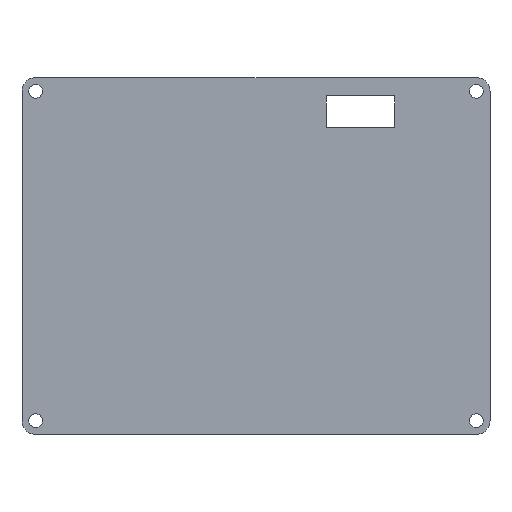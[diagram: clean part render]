
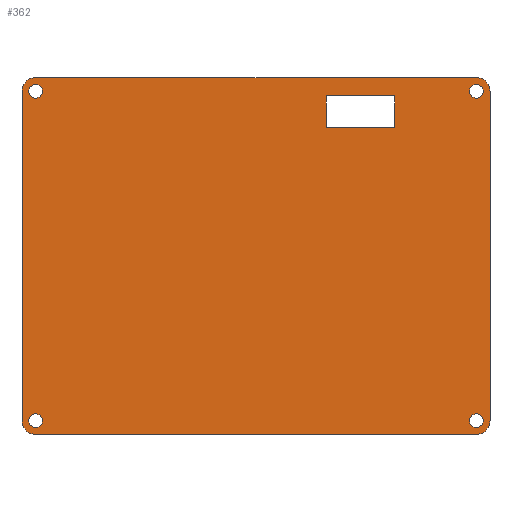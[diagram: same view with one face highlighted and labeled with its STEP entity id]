
A CAD part, front view. The second image highlights one B-rep face of the part: STEP entity #362.
In plain terms, the highlighted planar face has unit normal (0, -1, 0).
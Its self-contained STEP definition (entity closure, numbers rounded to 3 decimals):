
#20=FACE_BOUND('',#76,.T.);
#21=FACE_BOUND('',#77,.T.);
#22=FACE_BOUND('',#78,.T.);
#23=FACE_BOUND('',#79,.T.);
#24=FACE_BOUND('',#80,.T.);
#34=PLANE('',#410);
#52=FACE_OUTER_BOUND('',#75,.T.);
#75=EDGE_LOOP('',(#321,#322,#323,#324,#325,#326,#327,#328));
#76=EDGE_LOOP('',(#329,#330,#331,#332));
#77=EDGE_LOOP('',(#333));
#78=EDGE_LOOP('',(#334));
#79=EDGE_LOOP('',(#335));
#80=EDGE_LOOP('',(#336));
#85=LINE('',#541,#117);
#89=LINE('',#549,#121);
#92=LINE('',#555,#124);
#95=LINE('',#560,#127);
#97=LINE('',#565,#129);
#102=LINE('',#579,#134);
#106=LINE('',#591,#138);
#110=LINE('',#603,#142);
#117=VECTOR('',#443,10.);
#121=VECTOR('',#449,10.);
#124=VECTOR('',#454,10.);
#127=VECTOR('',#459,10.);
#129=VECTOR('',#463,10.);
#134=VECTOR('',#476,10.);
#138=VECTOR('',#488,10.);
#142=VECTOR('',#500,10.);
#146=CIRCLE('',#379,1.5);
#148=CIRCLE('',#382,1.5);
#150=CIRCLE('',#385,1.5);
#152=CIRCLE('',#388,1.5);
#153=CIRCLE('',#395,3.);
#155=CIRCLE('',#399,3.);
#157=CIRCLE('',#403,3.);
#159=CIRCLE('',#407,3.);
#162=VERTEX_POINT('',#517);
#164=VERTEX_POINT('',#523);
#166=VERTEX_POINT('',#529);
#168=VERTEX_POINT('',#535);
#169=VERTEX_POINT('',#539);
#170=VERTEX_POINT('',#540);
#173=VERTEX_POINT('',#548);
#175=VERTEX_POINT('',#554);
#177=VERTEX_POINT('',#563);
#178=VERTEX_POINT('',#564);
#181=VERTEX_POINT('',#572);
#183=VERTEX_POINT('',#578);
#185=VERTEX_POINT('',#584);
#187=VERTEX_POINT('',#590);
#189=VERTEX_POINT('',#596);
#191=VERTEX_POINT('',#602);
#195=EDGE_CURVE('',#162,#162,#146,.T.);
#198=EDGE_CURVE('',#164,#164,#148,.T.);
#201=EDGE_CURVE('',#166,#166,#150,.T.);
#204=EDGE_CURVE('',#168,#168,#152,.T.);
#205=EDGE_CURVE('',#169,#170,#85,.T.);
#209=EDGE_CURVE('',#173,#169,#89,.T.);
#212=EDGE_CURVE('',#175,#173,#92,.T.);
#215=EDGE_CURVE('',#170,#175,#95,.T.);
#217=EDGE_CURVE('',#177,#178,#97,.T.);
#221=EDGE_CURVE('',#181,#177,#153,.T.);
#224=EDGE_CURVE('',#183,#181,#102,.T.);
#227=EDGE_CURVE('',#185,#183,#155,.T.);
#230=EDGE_CURVE('',#187,#185,#106,.T.);
#233=EDGE_CURVE('',#189,#187,#157,.T.);
#236=EDGE_CURVE('',#191,#189,#110,.T.);
#239=EDGE_CURVE('',#178,#191,#159,.T.);
#321=ORIENTED_EDGE('',*,*,#239,.F.);
#322=ORIENTED_EDGE('',*,*,#217,.F.);
#323=ORIENTED_EDGE('',*,*,#221,.F.);
#324=ORIENTED_EDGE('',*,*,#224,.F.);
#325=ORIENTED_EDGE('',*,*,#227,.F.);
#326=ORIENTED_EDGE('',*,*,#230,.F.);
#327=ORIENTED_EDGE('',*,*,#233,.F.);
#328=ORIENTED_EDGE('',*,*,#236,.F.);
#329=ORIENTED_EDGE('',*,*,#215,.F.);
#330=ORIENTED_EDGE('',*,*,#205,.F.);
#331=ORIENTED_EDGE('',*,*,#209,.F.);
#332=ORIENTED_EDGE('',*,*,#212,.F.);
#333=ORIENTED_EDGE('',*,*,#204,.F.);
#334=ORIENTED_EDGE('',*,*,#201,.F.);
#335=ORIENTED_EDGE('',*,*,#198,.F.);
#336=ORIENTED_EDGE('',*,*,#195,.F.);
#362=ADVANCED_FACE('',(#52,#20,#21,#22,#23,#24),#34,.F.);
#379=AXIS2_PLACEMENT_3D('',#519,#418,#419);
#382=AXIS2_PLACEMENT_3D('',#525,#425,#426);
#385=AXIS2_PLACEMENT_3D('',#531,#432,#433);
#388=AXIS2_PLACEMENT_3D('',#537,#439,#440);
#395=AXIS2_PLACEMENT_3D('',#573,#469,#470);
#399=AXIS2_PLACEMENT_3D('',#585,#481,#482);
#403=AXIS2_PLACEMENT_3D('',#597,#493,#494);
#407=AXIS2_PLACEMENT_3D('',#608,#505,#506);
#410=AXIS2_PLACEMENT_3D('',#611,#511,#512);
#418=DIRECTION('center_axis',(0.,-1.,0.));
#419=DIRECTION('ref_axis',(1.,0.,0.));
#425=DIRECTION('center_axis',(0.,-1.,0.));
#426=DIRECTION('ref_axis',(1.,0.,0.));
#432=DIRECTION('center_axis',(0.,-1.,0.));
#433=DIRECTION('ref_axis',(1.,0.,0.));
#439=DIRECTION('center_axis',(0.,-1.,0.));
#440=DIRECTION('ref_axis',(1.,0.,0.));
#443=DIRECTION('',(0.,0.,1.));
#449=DIRECTION('',(1.,0.,0.));
#454=DIRECTION('',(0.,0.,-1.));
#459=DIRECTION('',(-1.,0.,0.));
#463=DIRECTION('',(1.,0.,0.));
#469=DIRECTION('center_axis',(0.,1.,0.));
#470=DIRECTION('ref_axis',(-1.,0.,0.));
#476=DIRECTION('',(0.,0.,1.));
#481=DIRECTION('center_axis',(0.,1.,0.));
#482=DIRECTION('ref_axis',(0.,0.,-1.));
#488=DIRECTION('',(-1.,0.,0.));
#493=DIRECTION('center_axis',(0.,1.,0.));
#494=DIRECTION('ref_axis',(1.,0.,0.));
#500=DIRECTION('',(0.,0.,-1.));
#505=DIRECTION('center_axis',(0.,1.,0.));
#506=DIRECTION('ref_axis',(0.,0.,1.));
#511=DIRECTION('center_axis',(0.,1.,0.));
#512=DIRECTION('ref_axis',(1.,0.,0.));
#517=CARTESIAN_POINT('',(98.5,0.,-3.));
#519=CARTESIAN_POINT('Origin',(100.,0.,-3.));
#523=CARTESIAN_POINT('',(98.5,0.,-75.5));
#525=CARTESIAN_POINT('Origin',(100.,0.,-75.5));
#529=CARTESIAN_POINT('',(1.5,0.,-75.5));
#531=CARTESIAN_POINT('Origin',(3.,0.,-75.5));
#535=CARTESIAN_POINT('',(1.5,0.,-3.));
#537=CARTESIAN_POINT('Origin',(3.,0.,-3.));
#539=CARTESIAN_POINT('',(82.,0.,-11.));
#540=CARTESIAN_POINT('',(82.,0.,-4.));
#541=CARTESIAN_POINT('',(82.,0.,-11.));
#548=CARTESIAN_POINT('',(67.,0.,-11.));
#549=CARTESIAN_POINT('',(67.,0.,-11.));
#554=CARTESIAN_POINT('',(67.,0.,-4.));
#555=CARTESIAN_POINT('',(67.,0.,-4.));
#560=CARTESIAN_POINT('',(82.,0.,-4.));
#563=CARTESIAN_POINT('',(3.,0.,0.));
#564=CARTESIAN_POINT('',(100.,0.,0.));
#565=CARTESIAN_POINT('',(0.,0.,0.));
#572=CARTESIAN_POINT('',(0.,0.,-3.));
#573=CARTESIAN_POINT('Origin',(3.,0.,-3.));
#578=CARTESIAN_POINT('',(0.,0.,-75.5));
#579=CARTESIAN_POINT('',(0.,0.,-78.5));
#584=CARTESIAN_POINT('',(3.,0.,-78.5));
#585=CARTESIAN_POINT('Origin',(3.,0.,-75.5));
#590=CARTESIAN_POINT('',(100.,0.,-78.5));
#591=CARTESIAN_POINT('',(103.,0.,-78.5));
#596=CARTESIAN_POINT('',(103.,0.,-75.5));
#597=CARTESIAN_POINT('Origin',(100.,0.,-75.5));
#602=CARTESIAN_POINT('',(103.,0.,-3.));
#603=CARTESIAN_POINT('',(103.,0.,0.));
#608=CARTESIAN_POINT('Origin',(100.,0.,-3.));
#611=CARTESIAN_POINT('Origin',(51.5,0.,-39.25));
